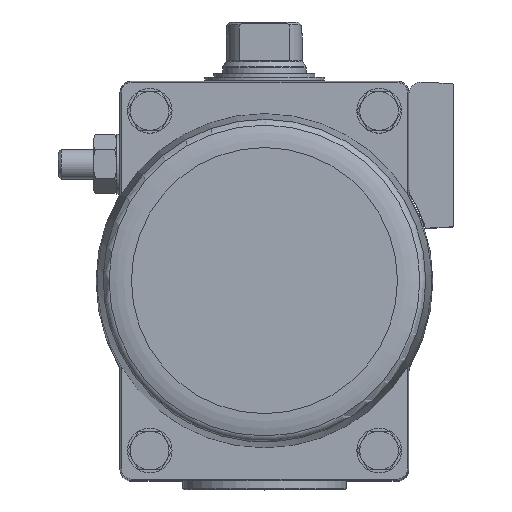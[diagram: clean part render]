
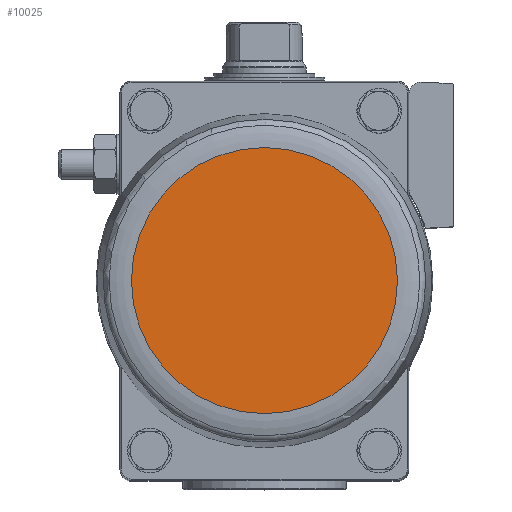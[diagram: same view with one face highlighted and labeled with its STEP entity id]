
A CAD part, top view. The second image highlights one B-rep face of the part: STEP entity #10025.
In plain terms, the highlighted planar face has unit normal (0, 0, 1).
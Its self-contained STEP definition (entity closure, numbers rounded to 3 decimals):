
#3692=ORIENTED_EDGE('',*,*,#5586,.T.);
#5586=EDGE_CURVE('',#6691,#6691,#7302,.T.);
#6691=VERTEX_POINT('',#16810);
#7302=CIRCLE('',#11044,44.65);
#8043=EDGE_LOOP('',(#3692));
#8932=FACE_BOUND('',#8043,.T.);
#9490=PLANE('',#11045);
#10025=ADVANCED_FACE('',(#8932),#9490,.F.);
#11044=AXIS2_PLACEMENT_3D('',#16809,#13348,#13349);
#11045=AXIS2_PLACEMENT_3D('',#16811,#13350,#13351);
#13348=DIRECTION('',(0.,0.,1.));
#13349=DIRECTION('',(1.,0.,0.));
#13350=DIRECTION('',(0.,0.,-1.));
#13351=DIRECTION('',(-1.,0.,0.));
#16809=CARTESIAN_POINT('',(0.,0.,135.45));
#16810=CARTESIAN_POINT('',(44.65,0.,135.45));
#16811=CARTESIAN_POINT('',(44.65,0.,135.45));
